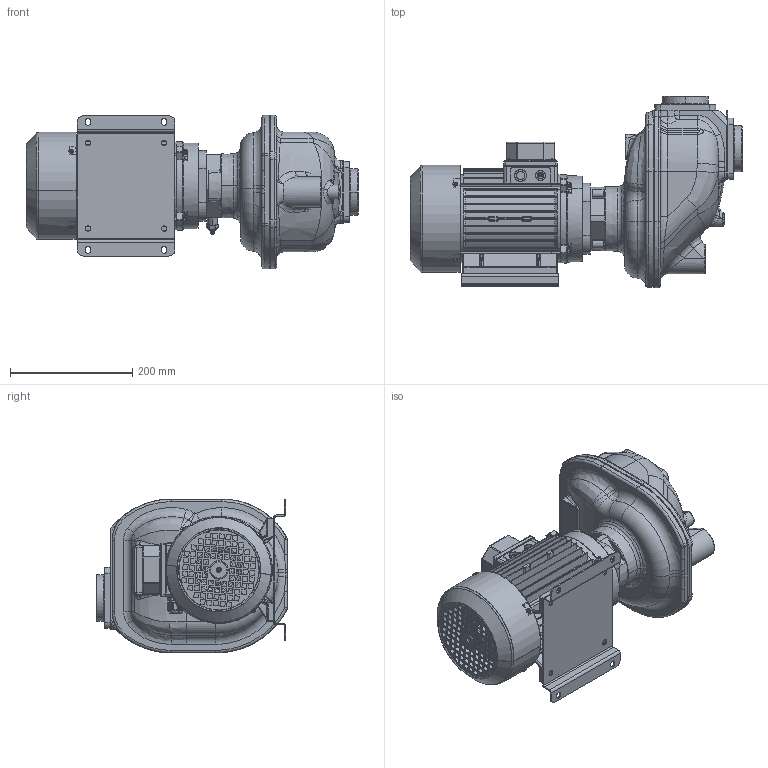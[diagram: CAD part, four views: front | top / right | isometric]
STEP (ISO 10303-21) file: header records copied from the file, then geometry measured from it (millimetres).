
FILE_DESCRIPTION((''),'2;1');
FILE_NAME('S_51_K_T','2023-09-15T15:59:12',('Nicola'),(''),'CREO PARAMETRIC BY PTC INC, 2023134','CREO PARAMETRIC BY PTC INC, 2023134','');
FILE_SCHEMA(('CONFIG_CONTROL_DESIGN'));
Products named in the file (1): S_51_K_T
Bounding box: 544 x 314 x 252.07 mm (x, y, z)
Volume: 11781964.1 mm3; surface area: 846475.4 mm2
Topology: 1 solids, 1 shells, 4807 faces, 13053 edges, 8302 vertices
Faces by surface type: plane 1811, cylinder 1407, bspline 620, torus 329, cone 315, extrusion 256, sphere 69
Entity records: 230235 total; most frequent: CARTESIAN_POINT 115170, ORIENTED_EDGE 25872, DIRECTION 21242, EDGE_CURVE 12936, VERTEX_POINT 8302, AXIS2_PLACEMENT_3D 7534, VECTOR 6174, LINE 5918
